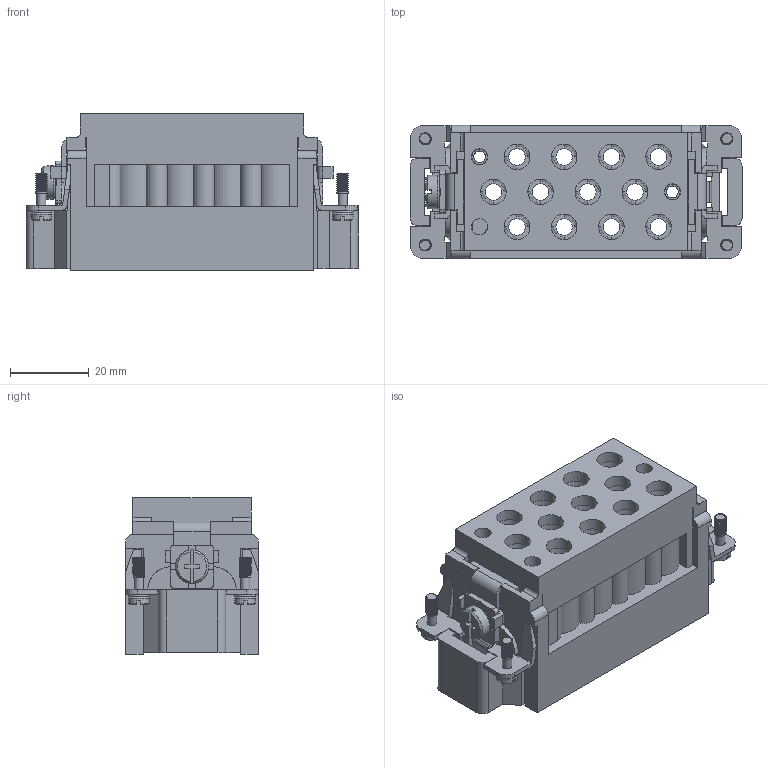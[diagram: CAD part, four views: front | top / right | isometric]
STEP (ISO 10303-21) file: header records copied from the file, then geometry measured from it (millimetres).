
FILE_DESCRIPTION(/* description */ (''),/* implementation_level */ '2;1');
FILE_NAME(/* name */ 'HK-012-2-MC.stp',/* time_stamp */ '2023-02-09T00:16:21+08:00',/* author */ (''),/* organization */ (''),/* preprocessor_version */ 'ST-DEVELOPER v16',/* originating_system */ 'SIEMENS PLM Software NX 10.0',/* authorisation */ '');
FILE_SCHEMA (('AUTOMOTIVE_DESIGN { 1 0 10303 214 3 1 1 1 }'));
Products named in the file (1): Admi0A2C26ACrozn
Bounding box: 84.4 x 33.8 x 39.9 mm (x, y, z)
Volume: 859.4 mm3; surface area: 39037.9 mm2
Topology: 17 solids, 18 shells, 1219 faces, 3577 edges, 2371 vertices
Faces by surface type: plane 653, cylinder 386, cone 110, torus 60, bspline 10
Full cylindrical faces by diameter (mm): 1.5 x12, 1.8 x12, 2 x23, 2.4 x4, 2.5 x4, 3 x42, 3.9 x4, 4 x2, 4.15 x3, 4.2 x12, 5.3 x4, 6.4 x2, 6.5 x24, 8.5 x1, 9 x12
Entity records: 53809 total; most frequent: CARTESIAN_POINT 22859, ORIENTED_EDGE 6388, DIRECTION 6382, EDGE_CURVE 3194, AXIS2_PLACEMENT_3D 2273, VERTEX_POINT 2201, LINE 1836, VECTOR 1836
